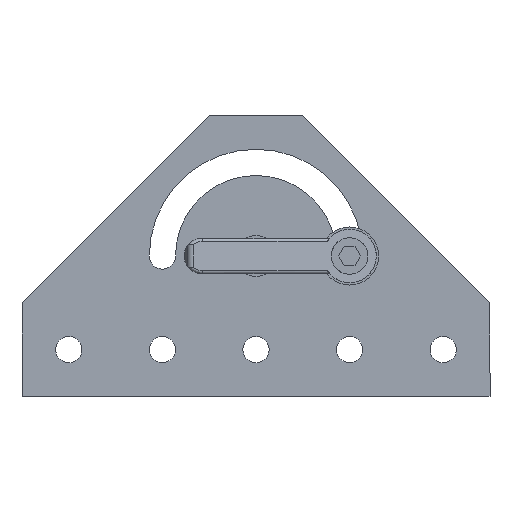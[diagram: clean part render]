
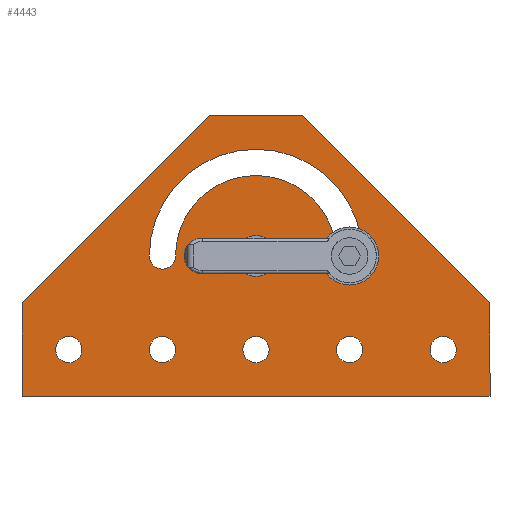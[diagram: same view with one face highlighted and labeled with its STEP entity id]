
A CAD part, left-side view. The second image highlights one B-rep face of the part: STEP entity #4443.
In plain terms, the highlighted planar face has unit normal (-1, 0, 0).
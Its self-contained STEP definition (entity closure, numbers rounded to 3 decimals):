
#3677=CARTESIAN_POINT('',(-0.626,-2.,-0.64));
#3678=VERTEX_POINT('',#3677);
#3687=CARTESIAN_POINT('',(-0.626,-2.,-0.36));
#3688=VERTEX_POINT('',#3687);
#3689=CARTESIAN_POINT('',(-0.626,-2.,-0.5));
#3690=DIRECTION('',(1.0,0.0,0.0));
#3691=DIRECTION('',(0.0,0.0,-1.0));
#3692=AXIS2_PLACEMENT_3D('',#3689,#3690,#3691);
#3693=CIRCLE('',#3692,0.14);
#3694=EDGE_CURVE('',#3688,#3678,#3693,.T.);
#3719=CARTESIAN_POINT('',(-0.626,-1.,-0.64));
#3720=VERTEX_POINT('',#3719);
#3729=CARTESIAN_POINT('',(-0.626,-1.,-0.36));
#3730=VERTEX_POINT('',#3729);
#3731=CARTESIAN_POINT('',(-0.626,-1.,-0.5));
#3732=DIRECTION('',(1.0,0.0,0.0));
#3733=DIRECTION('',(0.0,0.0,-1.0));
#3734=AXIS2_PLACEMENT_3D('',#3731,#3732,#3733);
#3735=CIRCLE('',#3734,0.14);
#3736=EDGE_CURVE('',#3730,#3720,#3735,.T.);
#3761=CARTESIAN_POINT('',(-0.626,0.,-0.64));
#3762=VERTEX_POINT('',#3761);
#3771=CARTESIAN_POINT('',(-0.626,0.,-0.36));
#3772=VERTEX_POINT('',#3771);
#3773=CARTESIAN_POINT('',(-0.626,0.,-0.5));
#3774=DIRECTION('',(1.0,0.0,0.0));
#3775=DIRECTION('',(0.0,0.0,-1.0));
#3776=AXIS2_PLACEMENT_3D('',#3773,#3774,#3775);
#3777=CIRCLE('',#3776,0.14);
#3778=EDGE_CURVE('',#3772,#3762,#3777,.T.);
#3803=CARTESIAN_POINT('',(-0.626,1.,-0.64));
#3804=VERTEX_POINT('',#3803);
#3813=CARTESIAN_POINT('',(-0.626,1.,-0.36));
#3814=VERTEX_POINT('',#3813);
#3815=CARTESIAN_POINT('',(-0.626,1.,-0.5));
#3816=DIRECTION('',(1.0,0.0,0.0));
#3817=DIRECTION('',(0.0,0.0,-1.0));
#3818=AXIS2_PLACEMENT_3D('',#3815,#3816,#3817);
#3819=CIRCLE('',#3818,0.14);
#3820=EDGE_CURVE('',#3814,#3804,#3819,.T.);
#3845=CARTESIAN_POINT('',(-0.626,2.,-0.64));
#3846=VERTEX_POINT('',#3845);
#3855=CARTESIAN_POINT('',(-0.626,2.,-0.36));
#3856=VERTEX_POINT('',#3855);
#3857=CARTESIAN_POINT('',(-0.626,2.,-0.5));
#3858=DIRECTION('',(1.0,0.0,0.0));
#3859=DIRECTION('',(0.0,0.0,-1.0));
#3860=AXIS2_PLACEMENT_3D('',#3857,#3858,#3859);
#3861=CIRCLE('',#3860,0.14);
#3862=EDGE_CURVE('',#3856,#3846,#3861,.T.);
#3887=CARTESIAN_POINT('',(-0.626,0.,0.282));
#3888=VERTEX_POINT('',#3887);
#3897=CARTESIAN_POINT('',(-0.626,0.,0.718));
#3898=VERTEX_POINT('',#3897);
#3899=CARTESIAN_POINT('',(-0.626,0.,0.5));
#3900=DIRECTION('',(1.0,0.0,0.0));
#3901=DIRECTION('',(0.0,0.0,-1.0));
#3902=AXIS2_PLACEMENT_3D('',#3899,#3900,#3901);
#3903=CIRCLE('',#3902,0.218);
#3904=EDGE_CURVE('',#3898,#3888,#3903,.T.);
#3940=CARTESIAN_POINT('',(-0.626,0.86,0.5));
#3941=VERTEX_POINT('',#3940);
#3948=CARTESIAN_POINT('',(-0.626,-0.86,0.5));
#3949=VERTEX_POINT('',#3948);
#3950=CARTESIAN_POINT('',(-0.626,0.,0.5));
#3951=DIRECTION('',(-1.0,0.0,0.0));
#3952=DIRECTION('',(0.0,0.0,1.0));
#3953=AXIS2_PLACEMENT_3D('',#3950,#3951,#3952);
#3954=CIRCLE('',#3953,0.86);
#3955=EDGE_CURVE('',#3949,#3941,#3954,.T.);
#3981=CARTESIAN_POINT('',(-0.626,-1.14,0.5));
#3982=VERTEX_POINT('',#3981);
#3983=CARTESIAN_POINT('',(-0.626,-1.,0.5));
#3984=DIRECTION('',(1.0,0.0,0.0));
#3985=DIRECTION('',(0.0,0.0,-1.0));
#3986=AXIS2_PLACEMENT_3D('',#3983,#3984,#3985);
#3987=CIRCLE('',#3986,0.14);
#3988=EDGE_CURVE('',#3982,#3949,#3987,.T.);
#4014=CARTESIAN_POINT('',(-0.626,1.14,0.5));
#4015=VERTEX_POINT('',#4014);
#4016=CARTESIAN_POINT('',(-0.626,0.,0.5));
#4017=DIRECTION('',(1.0,0.0,0.0));
#4018=DIRECTION('',(0.0,0.0,1.0));
#4019=AXIS2_PLACEMENT_3D('',#4016,#4017,#4018);
#4020=CIRCLE('',#4019,1.14);
#4021=EDGE_CURVE('',#4015,#3982,#4020,.T.);
#4045=CARTESIAN_POINT('',(-0.626,1.,0.5));
#4046=DIRECTION('',(1.0,0.0,0.0));
#4047=DIRECTION('',(0.0,0.0,-1.0));
#4048=AXIS2_PLACEMENT_3D('',#4045,#4046,#4047);
#4049=CIRCLE('',#4048,0.14);
#4050=EDGE_CURVE('',#3941,#4015,#4049,.T.);
#4070=CARTESIAN_POINT('',(-0.626,0.,0.5));
#4071=DIRECTION('',(1.0,0.0,0.0));
#4072=DIRECTION('',(0.0,0.0,-1.0));
#4073=AXIS2_PLACEMENT_3D('',#4070,#4071,#4072);
#4074=CIRCLE('',#4073,0.218);
#4075=EDGE_CURVE('',#3888,#3898,#4074,.T.);
#4094=CARTESIAN_POINT('',(-0.626,2.,-0.5));
#4095=DIRECTION('',(1.0,0.0,0.0));
#4096=DIRECTION('',(0.0,0.0,-1.0));
#4097=AXIS2_PLACEMENT_3D('',#4094,#4095,#4096);
#4098=CIRCLE('',#4097,0.14);
#4099=EDGE_CURVE('',#3846,#3856,#4098,.T.);
#4118=CARTESIAN_POINT('',(-0.626,1.,-0.5));
#4119=DIRECTION('',(1.0,0.0,0.0));
#4120=DIRECTION('',(0.0,0.0,-1.0));
#4121=AXIS2_PLACEMENT_3D('',#4118,#4119,#4120);
#4122=CIRCLE('',#4121,0.14);
#4123=EDGE_CURVE('',#3804,#3814,#4122,.T.);
#4142=CARTESIAN_POINT('',(-0.626,0.,-0.5));
#4143=DIRECTION('',(1.0,0.0,0.0));
#4144=DIRECTION('',(0.0,0.0,-1.0));
#4145=AXIS2_PLACEMENT_3D('',#4142,#4143,#4144);
#4146=CIRCLE('',#4145,0.14);
#4147=EDGE_CURVE('',#3762,#3772,#4146,.T.);
#4166=CARTESIAN_POINT('',(-0.626,-1.,-0.5));
#4167=DIRECTION('',(1.0,0.0,0.0));
#4168=DIRECTION('',(0.0,0.0,-1.0));
#4169=AXIS2_PLACEMENT_3D('',#4166,#4167,#4168);
#4170=CIRCLE('',#4169,0.14);
#4171=EDGE_CURVE('',#3720,#3730,#4170,.T.);
#4190=CARTESIAN_POINT('',(-0.626,-2.,-0.5));
#4191=DIRECTION('',(1.0,0.0,0.0));
#4192=DIRECTION('',(0.0,0.0,-1.0));
#4193=AXIS2_PLACEMENT_3D('',#4190,#4191,#4192);
#4194=CIRCLE('',#4193,0.14);
#4195=EDGE_CURVE('',#3678,#3688,#4194,.T.);
#4205=CARTESIAN_POINT('',(-0.626,2.5,0.));
#4206=VERTEX_POINT('',#4205);
#4207=CARTESIAN_POINT('',(-0.626,0.5,2.));
#4208=VERTEX_POINT('',#4207);
#4209=CARTESIAN_POINT('',(-0.626,2.5,0.));
#4210=DIRECTION('',(0.0,-0.707,0.707));
#4211=VECTOR('',#4210,2.828);
#4212=LINE('',#4209,#4211);
#4213=EDGE_CURVE('',#4206,#4208,#4212,.T.);
#4262=CARTESIAN_POINT('',(-0.626,2.5,-1.));
#4263=VERTEX_POINT('',#4262);
#4270=CARTESIAN_POINT('',(-0.626,2.5,0.));
#4271=DIRECTION('',(0.0,0.0,-1.0));
#4272=VECTOR('',#4271,1.);
#4273=LINE('',#4270,#4272);
#4274=EDGE_CURVE('',#4206,#4263,#4273,.T.);
#4325=CARTESIAN_POINT('',(-0.626,-0.5,2.));
#4326=VERTEX_POINT('',#4325);
#4327=CARTESIAN_POINT('',(-0.626,-2.5,0.));
#4328=VERTEX_POINT('',#4327);
#4329=CARTESIAN_POINT('',(-0.626,-0.5,2.));
#4330=DIRECTION('',(0.,-0.707,-0.707));
#4331=VECTOR('',#4330,2.828);
#4332=LINE('',#4329,#4331);
#4333=EDGE_CURVE('',#4326,#4328,#4332,.T.);
#4357=CARTESIAN_POINT('',(-0.626,-2.5,-1.));
#4358=VERTEX_POINT('',#4357);
#4359=CARTESIAN_POINT('',(-0.626,-2.5,-1.));
#4360=DIRECTION('',(0.0,0.0,1.0));
#4361=VECTOR('',#4360,1.);
#4362=LINE('',#4359,#4361);
#4363=EDGE_CURVE('',#4358,#4328,#4362,.T.);
#4390=CARTESIAN_POINT('',(-0.626,2.5,-1.));
#4391=DIRECTION('',(-1.0,0.0,0.0));
#4392=DIRECTION('',(0.0,0.0,1.0));
#4393=AXIS2_PLACEMENT_3D('',#4390,#4391,#4392);
#4394=PLANE('',#4393);
#4395=ORIENTED_EDGE('',*,*,#4213,.F.);
#4396=ORIENTED_EDGE('',*,*,#4274,.T.);
#4397=CARTESIAN_POINT('',(-0.626,2.5,-1.));
#4398=DIRECTION('',(0.0,-1.0,0.0));
#4399=VECTOR('',#4398,5.0);
#4400=LINE('',#4397,#4399);
#4401=EDGE_CURVE('',#4263,#4358,#4400,.T.);
#4402=ORIENTED_EDGE('',*,*,#4401,.T.);
#4403=ORIENTED_EDGE('',*,*,#4363,.T.);
#4404=ORIENTED_EDGE('',*,*,#4333,.F.);
#4405=CARTESIAN_POINT('',(-0.626,0.5,2.));
#4406=DIRECTION('',(0.0,-1.0,0.0));
#4407=VECTOR('',#4406,1.0);
#4408=LINE('',#4405,#4407);
#4409=EDGE_CURVE('',#4208,#4326,#4408,.T.);
#4410=ORIENTED_EDGE('',*,*,#4409,.F.);
#4411=EDGE_LOOP('',(#4395,#4396,#4402,#4403,#4404,#4410));
#4412=FACE_OUTER_BOUND('',#4411,.T.);
#4413=ORIENTED_EDGE('',*,*,#3955,.T.);
#4414=ORIENTED_EDGE('',*,*,#4050,.T.);
#4415=ORIENTED_EDGE('',*,*,#4021,.T.);
#4416=ORIENTED_EDGE('',*,*,#3988,.T.);
#4417=EDGE_LOOP('',(#4413,#4414,#4415,#4416));
#4418=FACE_BOUND('',#4417,.T.);
#4419=ORIENTED_EDGE('',*,*,#4075,.T.);
#4420=ORIENTED_EDGE('',*,*,#3904,.T.);
#4421=EDGE_LOOP('',(#4419,#4420));
#4422=FACE_BOUND('',#4421,.T.);
#4423=ORIENTED_EDGE('',*,*,#4099,.T.);
#4424=ORIENTED_EDGE('',*,*,#3862,.T.);
#4425=EDGE_LOOP('',(#4423,#4424));
#4426=FACE_BOUND('',#4425,.T.);
#4427=ORIENTED_EDGE('',*,*,#4123,.T.);
#4428=ORIENTED_EDGE('',*,*,#3820,.T.);
#4429=EDGE_LOOP('',(#4427,#4428));
#4430=FACE_BOUND('',#4429,.T.);
#4431=ORIENTED_EDGE('',*,*,#4147,.T.);
#4432=ORIENTED_EDGE('',*,*,#3778,.T.);
#4433=EDGE_LOOP('',(#4431,#4432));
#4434=FACE_BOUND('',#4433,.T.);
#4435=ORIENTED_EDGE('',*,*,#4171,.T.);
#4436=ORIENTED_EDGE('',*,*,#3736,.T.);
#4437=EDGE_LOOP('',(#4435,#4436));
#4438=FACE_BOUND('',#4437,.T.);
#4439=ORIENTED_EDGE('',*,*,#4195,.T.);
#4440=ORIENTED_EDGE('',*,*,#3694,.T.);
#4441=EDGE_LOOP('',(#4439,#4440));
#4442=FACE_BOUND('',#4441,.T.);
#4443=ADVANCED_FACE('',(#4412,#4418,#4422,#4426,#4430,#4434,#4438,#4442),#4394,.T.);
